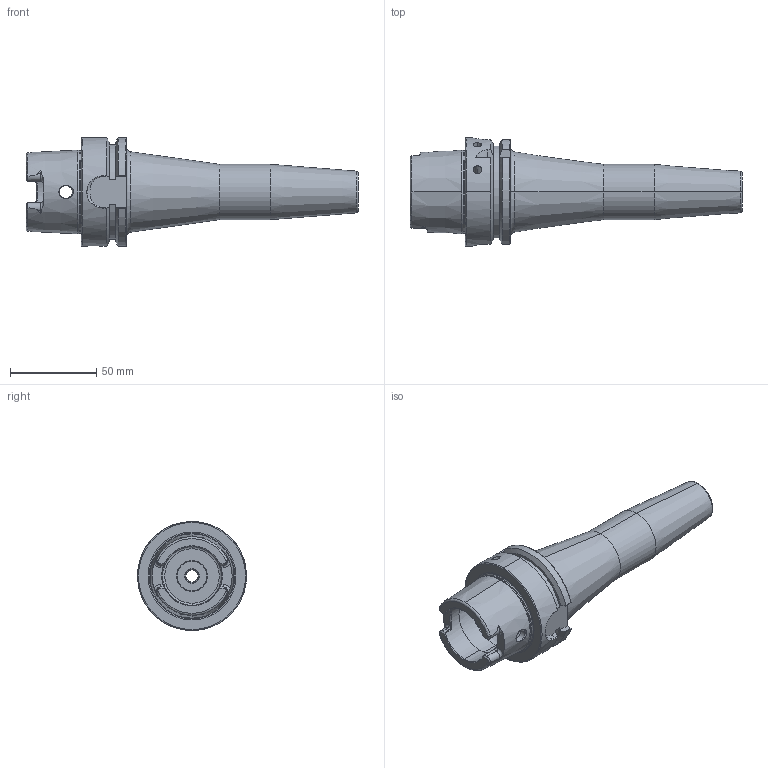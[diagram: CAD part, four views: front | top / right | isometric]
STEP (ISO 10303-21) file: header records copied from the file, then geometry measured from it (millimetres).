
FILE_DESCRIPTION((''),'2;1');
FILE_NAME('HSK63A_BALANCE_20200217','2020-03-09T14:03:22',('eos'),(''),'CREO PARAMETRIC BY PTC INC, 2018500','CREO PARAMETRIC BY PTC INC, 2018500','');
FILE_SCHEMA(('CONFIG_CONTROL_DESIGN'));
Length unit declared in the file: millimetre
Products named in the file (1): HSK63A_BALANCE_20200217
Bounding box: 192 x 63 x 63 mm (x, y, z)
Volume: 195230.1 mm3; surface area: 40034.8 mm2
Topology: 1 solids, 3 shells, 185 faces, 462 edges, 282 vertices
Faces by surface type: cylinder 57, plane 56, cone 43, torus 25, bspline 4
Entity records: 6199 total; most frequent: CARTESIAN_POINT 1801, DIRECTION 918, ORIENTED_EDGE 908, EDGE_CURVE 458, AXIS2_PLACEMENT_3D 363, VERTEX_POINT 282, EDGE_LOOP 198, VECTOR 192
